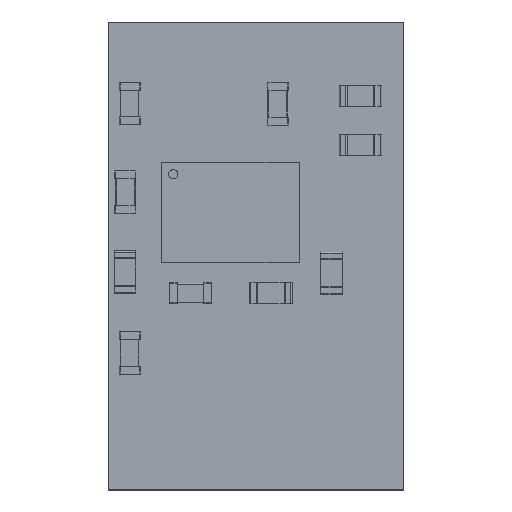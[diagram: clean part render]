
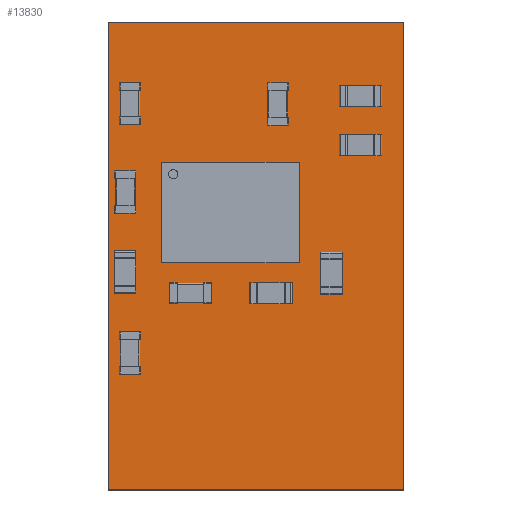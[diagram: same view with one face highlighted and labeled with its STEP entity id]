
A CAD part, top view. The second image highlights one B-rep face of the part: STEP entity #13830.
In plain terms, the highlighted planar face has unit normal (0, 0, 1).
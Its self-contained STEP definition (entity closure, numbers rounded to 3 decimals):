
#13516 = VERTEX_POINT('',#13517);
#13517 = CARTESIAN_POINT('',(105.36,-113.86,1.6));
#13524 = PLANE('',#13525);
#13525 = AXIS2_PLACEMENT_3D('',#13526,#13527,#13528);
#13526 = CARTESIAN_POINT('',(105.36,-113.86,0.));
#13527 = DIRECTION('',(0.,-1.,0.));
#13528 = DIRECTION('',(-1.,0.,0.));
#13536 = PLANE('',#13537);
#13537 = AXIS2_PLACEMENT_3D('',#13538,#13539,#13540);
#13538 = CARTESIAN_POINT('',(105.36,-96.2,0.));
#13539 = DIRECTION('',(1.,0.,-0.));
#13540 = DIRECTION('',(0.,-1.,0.));
#13548 = EDGE_CURVE('',#13516,#13549,#13551,.T.);
#13549 = VERTEX_POINT('',#13550);
#13550 = CARTESIAN_POINT('',(94.22,-113.86,1.6));
#13551 = SURFACE_CURVE('',#13552,(#13556,#13563),.PCURVE_S1.);
#13552 = LINE('',#13553,#13554);
#13553 = CARTESIAN_POINT('',(105.36,-113.86,1.6));
#13554 = VECTOR('',#13555,1.);
#13555 = DIRECTION('',(-1.,0.,0.));
#13556 = PCURVE('',#13524,#13557);
#13557 = DEFINITIONAL_REPRESENTATION('',(#13558),#13562);
#13558 = LINE('',#13559,#13560);
#13559 = CARTESIAN_POINT('',(0.,-1.6));
#13560 = VECTOR('',#13561,1.);
#13561 = DIRECTION('',(1.,0.));
#13562 = ( GEOMETRIC_REPRESENTATION_CONTEXT(2) 
PARAMETRIC_REPRESENTATION_CONTEXT() REPRESENTATION_CONTEXT('2D SPACE',''
  ) );
#13563 = PCURVE('',#13564,#13569);
#13564 = PLANE('',#13565);
#13565 = AXIS2_PLACEMENT_3D('',#13566,#13567,#13568);
#13566 = CARTESIAN_POINT('',(99.79,-105.03,1.6));
#13567 = DIRECTION('',(-0.,-0.,-1.));
#13568 = DIRECTION('',(-1.,0.,0.));
#13569 = DEFINITIONAL_REPRESENTATION('',(#13570),#13574);
#13570 = LINE('',#13571,#13572);
#13571 = CARTESIAN_POINT('',(-5.57,-8.83));
#13572 = VECTOR('',#13573,1.);
#13573 = DIRECTION('',(1.,0.));
#13574 = ( GEOMETRIC_REPRESENTATION_CONTEXT(2) 
PARAMETRIC_REPRESENTATION_CONTEXT() REPRESENTATION_CONTEXT('2D SPACE',''
  ) );
#13592 = PLANE('',#13593);
#13593 = AXIS2_PLACEMENT_3D('',#13594,#13595,#13596);
#13594 = CARTESIAN_POINT('',(94.22,-113.86,0.));
#13595 = DIRECTION('',(-1.,0.,0.));
#13596 = DIRECTION('',(0.,1.,0.));
#13634 = EDGE_CURVE('',#13549,#13635,#13637,.T.);
#13635 = VERTEX_POINT('',#13636);
#13636 = CARTESIAN_POINT('',(94.22,-96.2,1.6));
#13637 = SURFACE_CURVE('',#13638,(#13642,#13649),.PCURVE_S1.);
#13638 = LINE('',#13639,#13640);
#13639 = CARTESIAN_POINT('',(94.22,-113.86,1.6));
#13640 = VECTOR('',#13641,1.);
#13641 = DIRECTION('',(0.,1.,0.));
#13642 = PCURVE('',#13592,#13643);
#13643 = DEFINITIONAL_REPRESENTATION('',(#13644),#13648);
#13644 = LINE('',#13645,#13646);
#13645 = CARTESIAN_POINT('',(0.,-1.6));
#13646 = VECTOR('',#13647,1.);
#13647 = DIRECTION('',(1.,0.));
#13648 = ( GEOMETRIC_REPRESENTATION_CONTEXT(2) 
PARAMETRIC_REPRESENTATION_CONTEXT() REPRESENTATION_CONTEXT('2D SPACE',''
  ) );
#13649 = PCURVE('',#13564,#13650);
#13650 = DEFINITIONAL_REPRESENTATION('',(#13651),#13655);
#13651 = LINE('',#13652,#13653);
#13652 = CARTESIAN_POINT('',(5.57,-8.83));
#13653 = VECTOR('',#13654,1.);
#13654 = DIRECTION('',(0.,1.));
#13655 = ( GEOMETRIC_REPRESENTATION_CONTEXT(2) 
PARAMETRIC_REPRESENTATION_CONTEXT() REPRESENTATION_CONTEXT('2D SPACE',''
  ) );
#13673 = PLANE('',#13674);
#13674 = AXIS2_PLACEMENT_3D('',#13675,#13676,#13677);
#13675 = CARTESIAN_POINT('',(94.22,-96.2,0.));
#13676 = DIRECTION('',(0.,1.,0.));
#13677 = DIRECTION('',(1.,0.,0.));
#13710 = EDGE_CURVE('',#13635,#13711,#13713,.T.);
#13711 = VERTEX_POINT('',#13712);
#13712 = CARTESIAN_POINT('',(105.36,-96.2,1.6));
#13713 = SURFACE_CURVE('',#13714,(#13718,#13725),.PCURVE_S1.);
#13714 = LINE('',#13715,#13716);
#13715 = CARTESIAN_POINT('',(94.22,-96.2,1.6));
#13716 = VECTOR('',#13717,1.);
#13717 = DIRECTION('',(1.,0.,0.));
#13718 = PCURVE('',#13673,#13719);
#13719 = DEFINITIONAL_REPRESENTATION('',(#13720),#13724);
#13720 = LINE('',#13721,#13722);
#13721 = CARTESIAN_POINT('',(0.,-1.6));
#13722 = VECTOR('',#13723,1.);
#13723 = DIRECTION('',(1.,0.));
#13724 = ( GEOMETRIC_REPRESENTATION_CONTEXT(2) 
PARAMETRIC_REPRESENTATION_CONTEXT() REPRESENTATION_CONTEXT('2D SPACE',''
  ) );
#13725 = PCURVE('',#13564,#13726);
#13726 = DEFINITIONAL_REPRESENTATION('',(#13727),#13731);
#13727 = LINE('',#13728,#13729);
#13728 = CARTESIAN_POINT('',(5.57,8.83));
#13729 = VECTOR('',#13730,1.);
#13730 = DIRECTION('',(-1.,0.));
#13731 = ( GEOMETRIC_REPRESENTATION_CONTEXT(2) 
PARAMETRIC_REPRESENTATION_CONTEXT() REPRESENTATION_CONTEXT('2D SPACE',''
  ) );
#13781 = EDGE_CURVE('',#13711,#13516,#13782,.T.);
#13782 = SURFACE_CURVE('',#13783,(#13787,#13794),.PCURVE_S1.);
#13783 = LINE('',#13784,#13785);
#13784 = CARTESIAN_POINT('',(105.36,-96.2,1.6));
#13785 = VECTOR('',#13786,1.);
#13786 = DIRECTION('',(0.,-1.,0.));
#13787 = PCURVE('',#13536,#13788);
#13788 = DEFINITIONAL_REPRESENTATION('',(#13789),#13793);
#13789 = LINE('',#13790,#13791);
#13790 = CARTESIAN_POINT('',(0.,-1.6));
#13791 = VECTOR('',#13792,1.);
#13792 = DIRECTION('',(1.,0.));
#13793 = ( GEOMETRIC_REPRESENTATION_CONTEXT(2) 
PARAMETRIC_REPRESENTATION_CONTEXT() REPRESENTATION_CONTEXT('2D SPACE',''
  ) );
#13794 = PCURVE('',#13564,#13795);
#13795 = DEFINITIONAL_REPRESENTATION('',(#13796),#13800);
#13796 = LINE('',#13797,#13798);
#13797 = CARTESIAN_POINT('',(-5.57,8.83));
#13798 = VECTOR('',#13799,1.);
#13799 = DIRECTION('',(0.,-1.));
#13800 = ( GEOMETRIC_REPRESENTATION_CONTEXT(2) 
PARAMETRIC_REPRESENTATION_CONTEXT() REPRESENTATION_CONTEXT('2D SPACE',''
  ) );
#13830 = ADVANCED_FACE('',(#13831),#13564,.F.);
#13831 = FACE_BOUND('',#13832,.F.);
#13832 = EDGE_LOOP('',(#13833,#13834,#13835,#13836));
#13833 = ORIENTED_EDGE('',*,*,#13548,.T.);
#13834 = ORIENTED_EDGE('',*,*,#13634,.T.);
#13835 = ORIENTED_EDGE('',*,*,#13710,.T.);
#13836 = ORIENTED_EDGE('',*,*,#13781,.T.);
